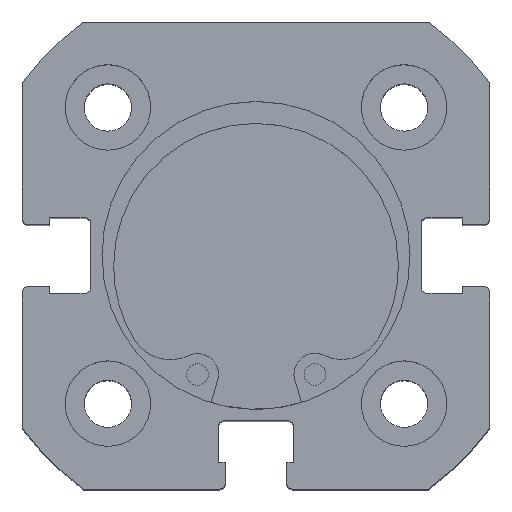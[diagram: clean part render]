
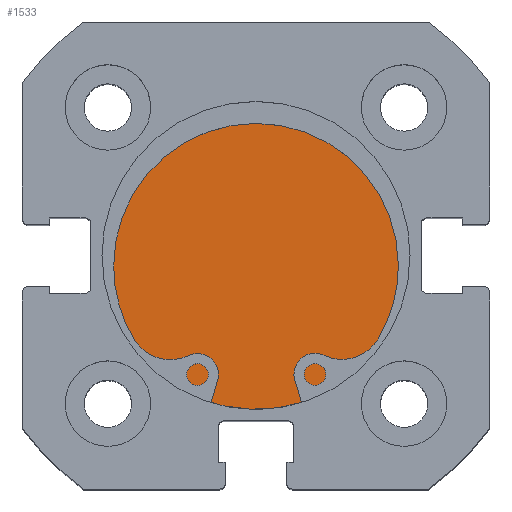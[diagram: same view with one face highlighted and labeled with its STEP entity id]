
A CAD part, top view. The second image highlights one B-rep face of the part: STEP entity #1533.
In plain terms, the highlighted face is planar.
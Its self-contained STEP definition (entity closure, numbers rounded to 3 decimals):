
#483 = ORIENTED_EDGE ( 'NONE', *, *, #2210, .F. ) ;
#484 = ORIENTED_EDGE ( 'NONE', *, *, #2189, .F. ) ;
#733 = FACE_OUTER_BOUND ( 'NONE', #1817, .T. ) ;
#1533 = ADVANCED_FACE ( 'NONE', ( #733 ), #5549, .F. ) ;
#1817 = EDGE_LOOP ( 'NONE', ( #484, #483 ) ) ;
#2189 = EDGE_CURVE ( 'NONE', #5293, #5294, #4280, .T. ) ;
#2210 = EDGE_CURVE ( 'NONE', #5294, #5293, #4315, .T. ) ;
#2398 = AXIS2_PLACEMENT_3D ( 'NONE', #5548, #5551, #5552 ) ;
#2700 = AXIS2_PLACEMENT_3D ( 'NONE', #3042, #3069, #3070 ) ;
#2714 = AXIS2_PLACEMENT_3D ( 'NONE', #3120, #3121, #3122 ) ;
#3042 = CARTESIAN_POINT ( 'NONE',  ( 6., 0., 0. ) ) ;
#3069 = DIRECTION ( 'NONE',  ( -1., 0., 0. ) ) ;
#3070 = DIRECTION ( 'NONE',  ( 0., 0., 1. ) ) ;
#3120 = CARTESIAN_POINT ( 'NONE',  ( 6., 0., 0. ) ) ;
#3121 = DIRECTION ( 'NONE',  ( -1., 0., 0. ) ) ;
#3122 = DIRECTION ( 'NONE',  ( 0., 0., 1. ) ) ;
#3692 = CARTESIAN_POINT ( 'NONE',  ( 6., 0., 13.5 ) ) ;
#3693 = CARTESIAN_POINT ( 'NONE',  ( 6., 0., -13.5 ) ) ;
#4280 = CIRCLE ( 'NONE', #2700, 13.5 ) ;
#4315 = CIRCLE ( 'NONE', #2714, 13.5 ) ;
#5293 = VERTEX_POINT ( 'NONE', #3692 ) ;
#5294 = VERTEX_POINT ( 'NONE', #3693 ) ;
#5548 = CARTESIAN_POINT ( 'NONE',  ( 6., 13.5, 0. ) ) ;
#5549 = PLANE ( 'NONE',  #2398 ) ;
#5551 = DIRECTION ( 'NONE',  ( -1., 0., 0. ) ) ;
#5552 = DIRECTION ( 'NONE',  ( 0., 0., 1. ) ) ;
